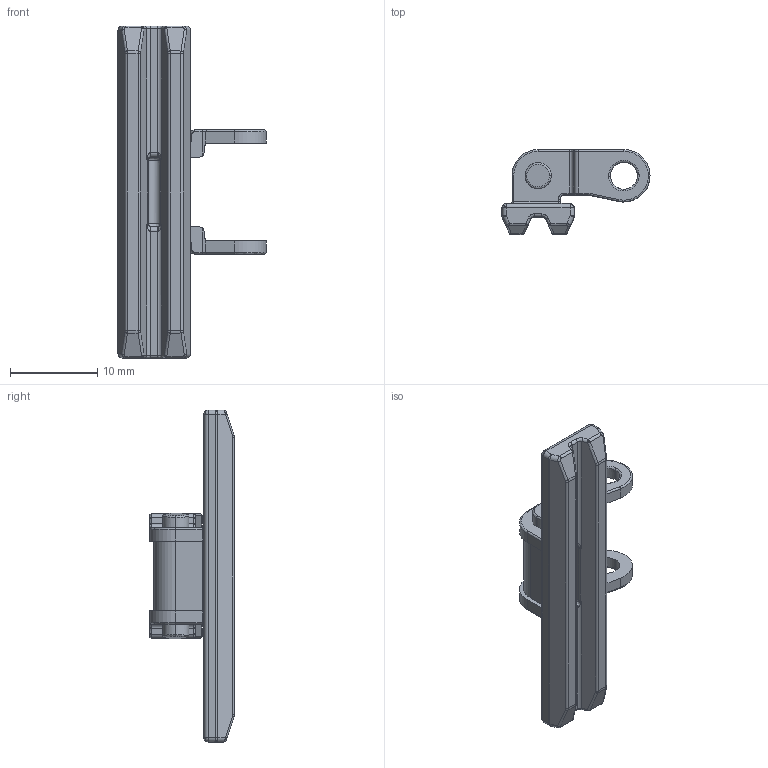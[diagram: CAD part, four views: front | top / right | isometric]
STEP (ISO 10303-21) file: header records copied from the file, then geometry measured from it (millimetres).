
FILE_DESCRIPTION (( 'STEP AP203' ), '1' );
FILE_NAME ('TANK-TREAD-LINK.STEP', '2007-08-25T23:06:07', ( 'Innovation First, Inc.' ), ( 'Innovation First, Inc.' ), 'SwSTEP 2.0', 'SolidWorks 2006052', '' );
FILE_SCHEMA (( 'CONFIG_CONTROL_DESIGN' ));
Length unit declared in the file: inch
Products named in the file (1): TANK-TREAD-LINK
Bounding box: 16.95 x 9.7 x 38 mm (x, y, z)
Volume: 1267.7 mm3; surface area: 1533.2 mm2
Topology: 1 solids, 1 shells, 245 faces, 600 edges, 336 vertices
Faces by surface type: cylinder 110, bspline 90, plane 45
Entity records: 9732 total; most frequent: CARTESIAN_POINT 4613, ORIENTED_EDGE 1152, DIRECTION 958, EDGE_CURVE 576, AXIS2_PLACEMENT_3D 366, VERTEX_POINT 336, EDGE_LOOP 252, FACE_OUTER_BOUND 245
